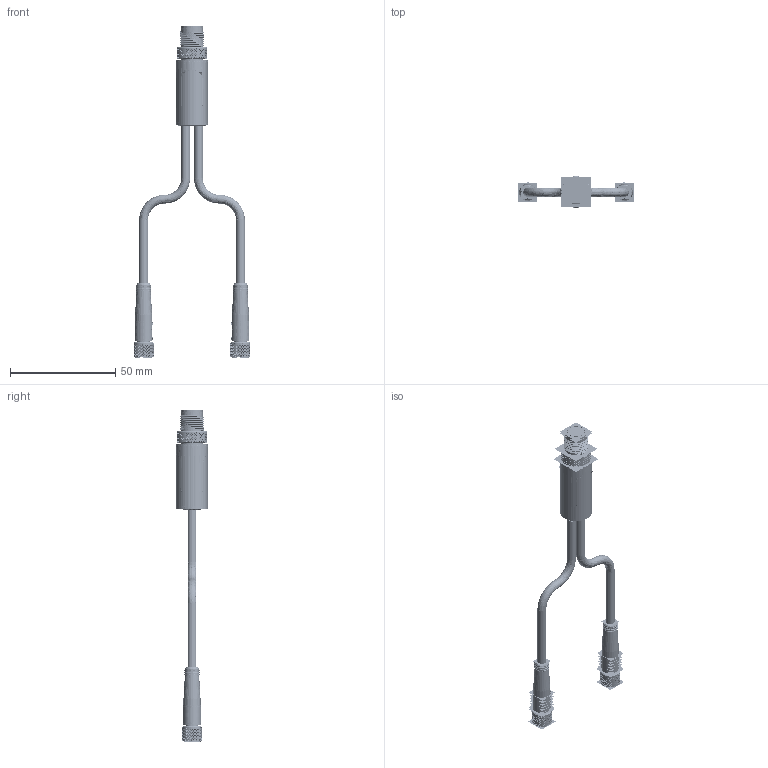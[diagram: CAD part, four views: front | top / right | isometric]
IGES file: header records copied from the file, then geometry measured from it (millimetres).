
Start section:  PTC IGES file: 248095_sm01.igs
Global section: file name: 248095_sm01.igs; native system: Creo Parametric by PTC Inc.; preprocessor: 2022414; author: banengservice; organization: Unknown; date: 20250721.105411; units: millimetre
Bounding box: 55.63 x 15 x 158.03 mm (x, y, z)
Volume: 11796.3 mm3; surface area: 42638.3 mm2
Topology: 1 solids, 1 shells, 13178 faces, 58620 edges, 69610 vertices
Faces by surface type: bspline 10340, revolution 2782, extrusion 56
